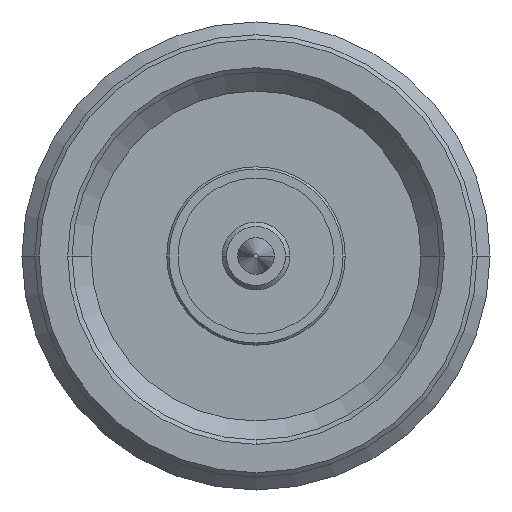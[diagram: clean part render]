
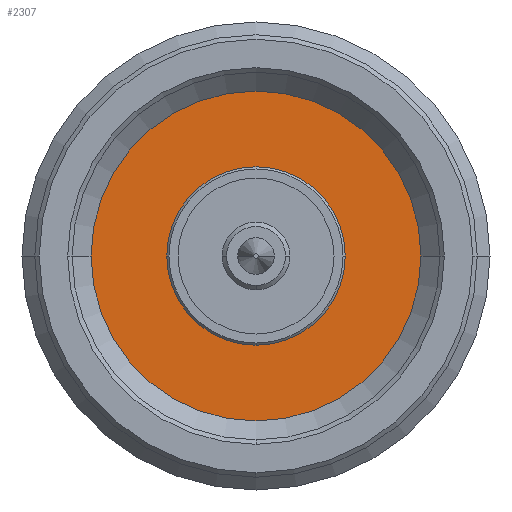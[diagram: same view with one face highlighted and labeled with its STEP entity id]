
A CAD part, left-side view. The second image highlights one B-rep face of the part: STEP entity #2307.
In plain terms, the highlighted planar face has unit normal (-1, 0, 0).
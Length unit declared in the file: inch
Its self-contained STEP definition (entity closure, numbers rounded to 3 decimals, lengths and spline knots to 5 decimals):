
#150 = DIRECTION ( 'NONE',  ( 1., 0., 0. ) ) ;
#214 = DIRECTION ( 'NONE',  ( -1., 0., 0. ) ) ;
#227 = EDGE_LOOP ( 'NONE', ( #6757, #3386 ) ) ;
#321 = AXIS2_PLACEMENT_3D ( 'NONE', #6647, #150, #1320 ) ;
#452 = DIRECTION ( 'NONE',  ( 0., 1., 0. ) ) ;
#496 = CARTESIAN_POINT ( 'NONE',  ( 0.44094, -0.15768, 0. ) ) ;
#553 = CARTESIAN_POINT ( 'NONE',  ( 0.44094, 0., 0. ) ) ;
#580 = AXIS2_PLACEMENT_3D ( 'NONE', #1110, #2671, #1570 ) ;
#586 = CIRCLE ( 'NONE', #5186, 0.34843 ) ;
#1020 = ORIENTED_EDGE ( 'NONE', *, *, #2385, .F. ) ;
#1106 = VERTEX_POINT ( 'NONE', #496 ) ;
#1110 = CARTESIAN_POINT ( 'NONE',  ( 0.44094, 0., 0. ) ) ;
#1149 = AXIS2_PLACEMENT_3D ( 'NONE', #5910, #214, #1732 ) ;
#1320 = DIRECTION ( 'NONE',  ( 0., 1., 0. ) ) ;
#1493 = DIRECTION ( 'NONE',  ( -1., 0., 0. ) ) ;
#1516 = VERTEX_POINT ( 'NONE', #4871 ) ;
#1570 = DIRECTION ( 'NONE',  ( 0., 0., 1. ) ) ;
#1616 = DIRECTION ( 'NONE',  ( 0., 1., 0. ) ) ;
#1626 = CARTESIAN_POINT ( 'NONE',  ( 0.44094, -0.34843, 0. ) ) ;
#1732 = DIRECTION ( 'NONE',  ( 0., 1., 0. ) ) ;
#1931 = CIRCLE ( 'NONE', #1149, 0.15768 ) ;
#2307 = ADVANCED_FACE ( 'NONE', ( #3665, #4788 ), #4718, .T. ) ;
#2385 = EDGE_CURVE ( 'NONE', #1516, #1106, #1931, .T. ) ;
#2440 = CIRCLE ( 'NONE', #321, 0.15768 ) ;
#2671 = DIRECTION ( 'NONE',  ( -1., 0., 0. ) ) ;
#2731 = EDGE_CURVE ( 'NONE', #3057, #6663, #586, .T. ) ;
#3057 = VERTEX_POINT ( 'NONE', #3105 ) ;
#3105 = CARTESIAN_POINT ( 'NONE',  ( 0.44094, 0.34843, 0. ) ) ;
#3386 = ORIENTED_EDGE ( 'NONE', *, *, #2731, .T. ) ;
#3665 = FACE_BOUND ( 'NONE', #6379, .T. ) ;
#3852 = EDGE_CURVE ( 'NONE', #3057, #6663, #5138, .T. ) ;
#4580 = EDGE_CURVE ( 'NONE', #1516, #1106, #2440, .T. ) ;
#4667 = CARTESIAN_POINT ( 'NONE',  ( 0.44094, 0., 0. ) ) ;
#4695 = AXIS2_PLACEMENT_3D ( 'NONE', #4667, #5228, #452 ) ;
#4718 = PLANE ( 'NONE',  #580 ) ;
#4788 = FACE_OUTER_BOUND ( 'NONE', #227, .T. ) ;
#4871 = CARTESIAN_POINT ( 'NONE',  ( 0.44094, 0.15768, 0. ) ) ;
#5138 = CIRCLE ( 'NONE', #4695, 0.34843 ) ;
#5186 = AXIS2_PLACEMENT_3D ( 'NONE', #553, #1493, #1616 ) ;
#5228 = DIRECTION ( 'NONE',  ( 1., 0., 0. ) ) ;
#5427 = ORIENTED_EDGE ( 'NONE', *, *, #4580, .T. ) ;
#5910 = CARTESIAN_POINT ( 'NONE',  ( 0.44094, 0., 0. ) ) ;
#6379 = EDGE_LOOP ( 'NONE', ( #1020, #5427 ) ) ;
#6647 = CARTESIAN_POINT ( 'NONE',  ( 0.44094, 0., 0. ) ) ;
#6663 = VERTEX_POINT ( 'NONE', #1626 ) ;
#6757 = ORIENTED_EDGE ( 'NONE', *, *, #3852, .F. ) ;
